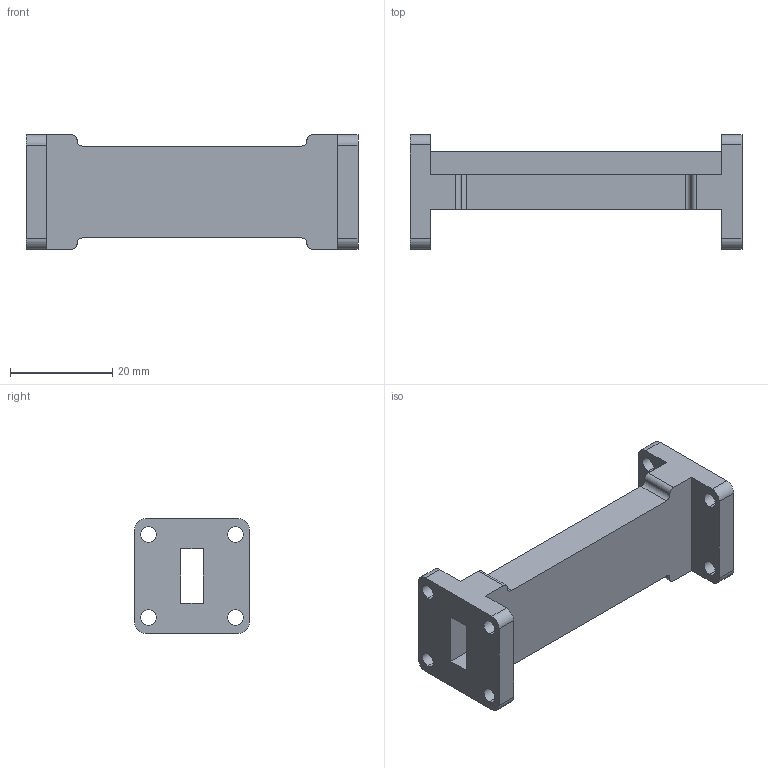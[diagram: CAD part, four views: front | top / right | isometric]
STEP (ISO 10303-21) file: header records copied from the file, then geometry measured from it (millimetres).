
FILE_DESCRIPTION (( 'STEP AP214' ), '1' );
FILE_NAME ('FMW42F011_3D.step', '2023-06-15T15:14:03', ( '' ), ( '' ), 'SwSTEP 2.0', 'SolidWorks 2022', '' );
FILE_SCHEMA (( 'AUTOMOTIVE_DESIGN' ));
Length unit declared in the file: inch
Products named in the file (1): FMW42F011_3D
Bounding box: 65 x 22.4 x 22.4 mm (x, y, z)
Volume: 10165.7 mm3; surface area: 8773.4 mm2
Topology: 1 solids, 1 shells, 779 faces, 2092 edges, 1388 vertices
Faces by surface type: plane 393, cylinder 184, cone 166, bspline 36
Entity records: 36276 total; most frequent: CARTESIAN_POINT 17792, ORIENTED_EDGE 4176, DIRECTION 3462, EDGE_CURVE 2088, VERTEX_POINT 1388, AXIS2_PLACEMENT_3D 1314, EDGE_LOOP 874, VECTOR 834
